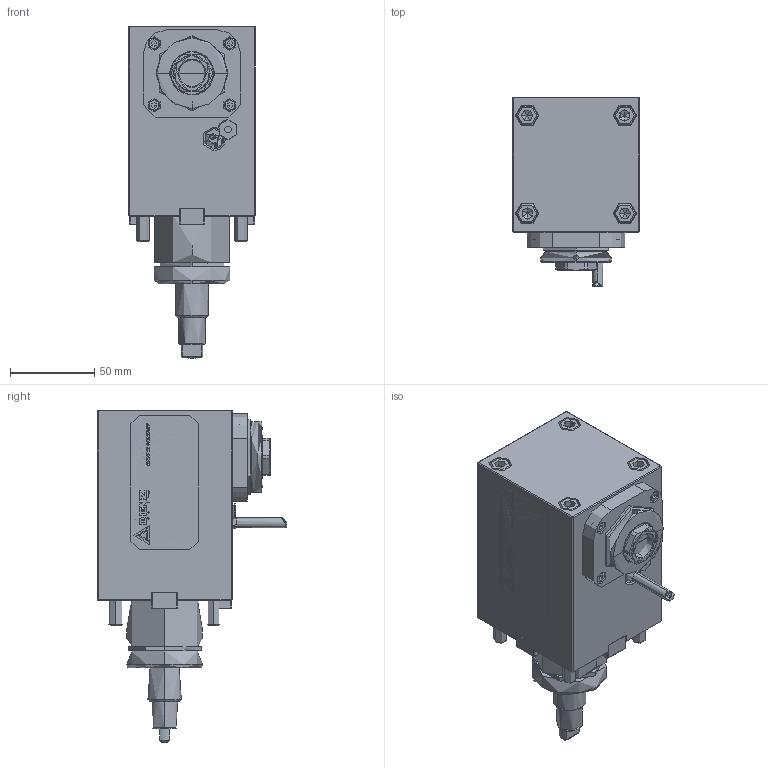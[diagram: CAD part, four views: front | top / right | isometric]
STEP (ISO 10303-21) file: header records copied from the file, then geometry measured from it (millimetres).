
FILE_DESCRIPTION (( 'STEP AP203' ), '1' );
FILE_NAME ('04-0993.STEP', '2023-09-14T21:33:24', ( '' ), ( '' ), 'SwSTEP 2.0', 'SolidWorks 2022', '' );
FILE_SCHEMA (( 'CONFIG_CONTROL_DESIGN' ));
Length unit declared in the file: inch
Products named in the file (1): 04-0993
Bounding box: 75 x 112.5 x 197 mm (x, y, z)
Topology: 0 solids, 41 shells, 561 faces, 1576 edges, 1066 vertices
Faces by surface type: plane 331, cylinder 132, cone 70, bspline 24, torus 4
Entity records: 23546 total; most frequent: CARTESIAN_POINT 9617, ORIENTED_EDGE 2755, DIRECTION 2678, EDGE_CURVE 1573, VERTEX_POINT 1067, AXIS2_PLACEMENT_3D 923, VECTOR 832, LINE 832
